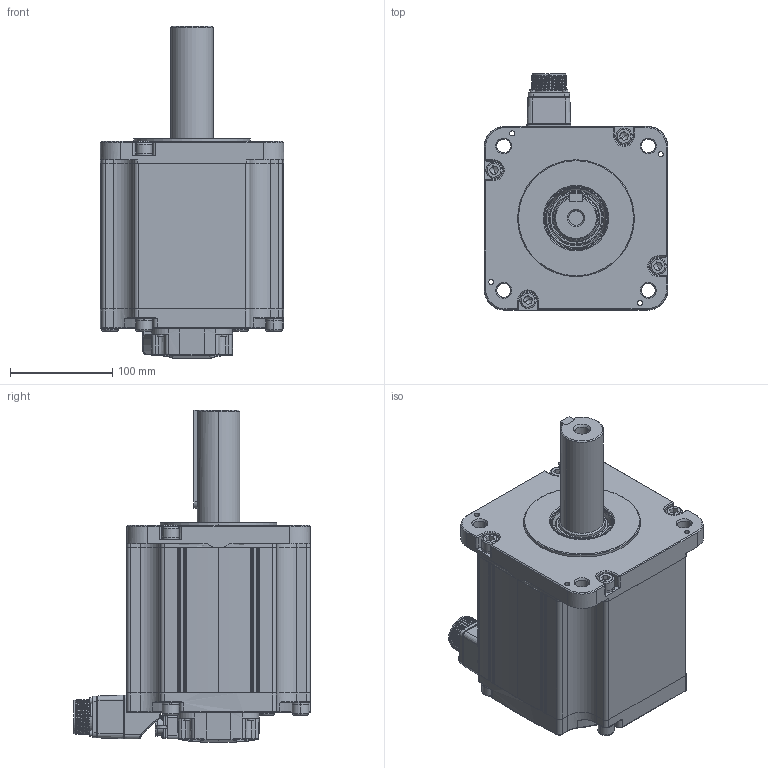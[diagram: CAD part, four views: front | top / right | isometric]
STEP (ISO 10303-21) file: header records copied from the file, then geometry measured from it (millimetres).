
FILE_DESCRIPTION (( 'STEP AP214' ), '1' );
FILE_NAME ('12700000282.STEP', '2021-02-02T10:53:57', ( '' ), ( '' ), 'SwSTEP 2.0', 'SolidWorks 2018', '' );
FILE_SCHEMA (( 'AUTOMOTIVE_DESIGN' ));
Length unit declared in the file: millimetre
Products named in the file (1): 12700000282
Bounding box: 180 x 231.9 x 325 mm (x, y, z)
Surface area: 282410.9 mm2 (no closed solid volume)
Topology: 0 solids, 76 shells, 1093 faces, 4201 edges, 3079 vertices
Faces by surface type: cylinder 404, plane 342, cone 117, torus 112, bspline 88, sphere 30
Entity records: 62370 total; most frequent: CARTESIAN_POINT 16427, DIRECTION 7060, ORIENTED_EDGE 6380, EDGE_CURVE 4152, VERTEX_POINT 3077, AXIS2_PLACEMENT_3D 2573, LINE 1914, VECTOR 1914
